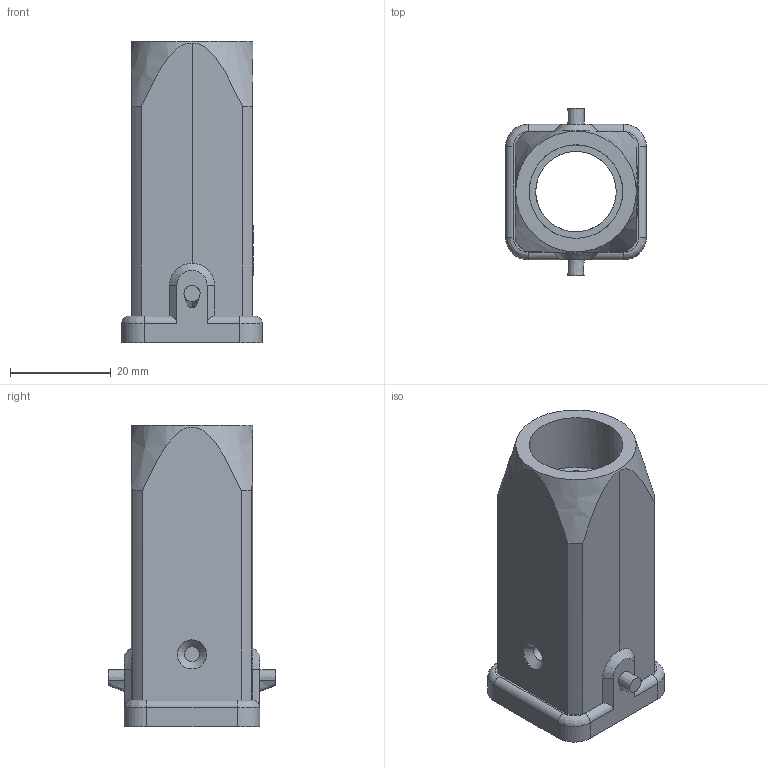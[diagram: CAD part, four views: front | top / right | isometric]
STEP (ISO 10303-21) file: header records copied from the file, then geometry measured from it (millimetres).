
FILE_DESCRIPTION(/* description */ (''),/* implementation_level */ '2;1');
FILE_NAME(/* name */ '100768281ugm000_a.stp',/* time_stamp */ '2019-03-25T16:24:07+01:00',/* author */ (''),/* organization */ (''),/* preprocessor_version */ 'ST-DEVELOPER v16.7',/* originating_system */ 'SIEMENS PLM Software NX 12.0',/* authorisation */ '');
FILE_SCHEMA (('AUTOMOTIVE_DESIGN { 1 0 10303 214 3 1 1 1 }'));
Length unit declared in the file: millimetre
Products named in the file (1): 100768281ugm000_a
Bounding box: 28 x 33.4 x 60 mm (x, y, z)
Volume: 10445.8 mm3; surface area: 11485.7 mm2
Topology: 1 solids, 1 shells, 288 faces, 752 edges, 484 vertices
Faces by surface type: plane 148, bspline 71, cylinder 58, cone 7, revolution 4
Full cylindrical faces by diameter (mm): 0.95 x1, 1.05 x1, 3 x1, 5.8 x1, 16 x1, 18.6 x1
Entity records: 12876 total; most frequent: CARTESIAN_POINT 5174, ORIENTED_EDGE 1482, DIRECTION 1105, EDGE_CURVE 741, VERTEX_POINT 482, AXIS2_PLACEMENT_3D 379, LINE 343, VECTOR 343
